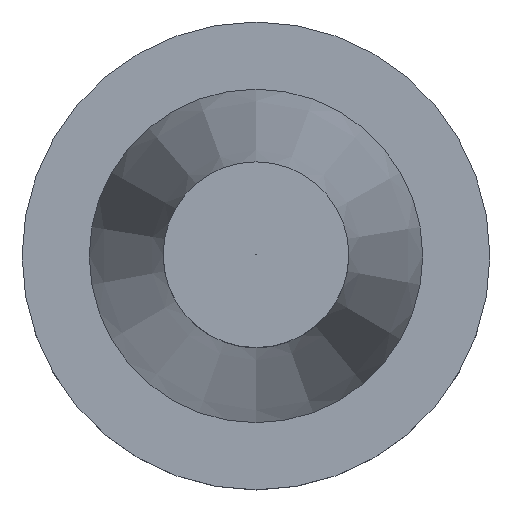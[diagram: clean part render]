
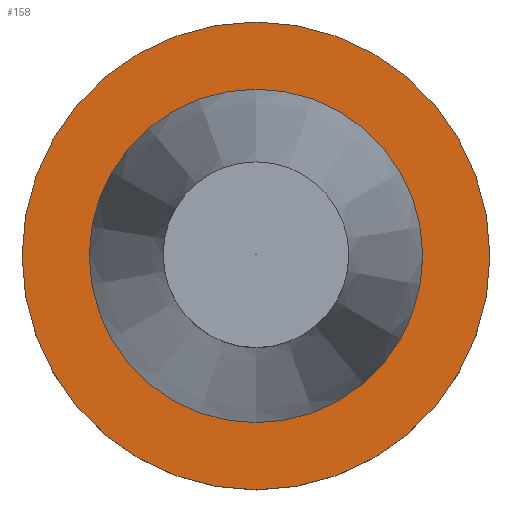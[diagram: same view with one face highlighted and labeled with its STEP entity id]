
A CAD part, top view. The second image highlights one B-rep face of the part: STEP entity #158.
In plain terms, the highlighted planar face has unit normal (0, 0, 1).
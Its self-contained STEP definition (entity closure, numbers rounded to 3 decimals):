
#158=ADVANCED_FACE('',(#202,#203),#189,.F.);
#189=PLANE('',#571);
#202=FACE_BOUND('',#216,.T.);
#203=FACE_BOUND('',#217,.T.);
#216=EDGE_LOOP('',(#254));
#217=EDGE_LOOP('',(#255,#256));
#254=ORIENTED_EDGE('',*,*,#443,.F.);
#255=ORIENTED_EDGE('',*,*,#444,.T.);
#256=ORIENTED_EDGE('',*,*,#445,.T.);
#396=VERTEX_POINT('',#789);
#397=VERTEX_POINT('',#791);
#398=VERTEX_POINT('',#792);
#443=EDGE_CURVE('',#396,#396,#514,.T.);
#444=EDGE_CURVE('',#397,#398,#515,.T.);
#445=EDGE_CURVE('',#398,#397,#516,.T.);
#514=CIRCLE('',#568,31.5);
#515=CIRCLE('',#569,22.458);
#516=CIRCLE('',#570,22.458);
#568=AXIS2_PLACEMENT_3D('',#788,#634,#635);
#569=AXIS2_PLACEMENT_3D('',#790,#636,#637);
#570=AXIS2_PLACEMENT_3D('',#793,#638,#639);
#571=AXIS2_PLACEMENT_3D('',#794,#640,#641);
#634=DIRECTION('',(0.,0.,-1.));
#635=DIRECTION('',(-1.,0.,0.));
#636=DIRECTION('',(0.,0.,-1.));
#637=DIRECTION('',(-1.,0.,0.));
#638=DIRECTION('',(0.,0.,-1.));
#639=DIRECTION('',(-1.,0.,0.));
#640=DIRECTION('',(0.,0.,-1.));
#641=DIRECTION('',(0.,1.,0.));
#788=CARTESIAN_POINT('',(0.,0.,-1.6));
#789=CARTESIAN_POINT('',(-31.5,0.,-1.6));
#790=CARTESIAN_POINT('',(0.,0.,-1.6));
#791=CARTESIAN_POINT('',(0.,22.458,-1.6));
#792=CARTESIAN_POINT('',(0.,-22.458,-1.6));
#793=CARTESIAN_POINT('',(0.,0.,-1.6));
#794=CARTESIAN_POINT('',(0.,0.,-1.6));
